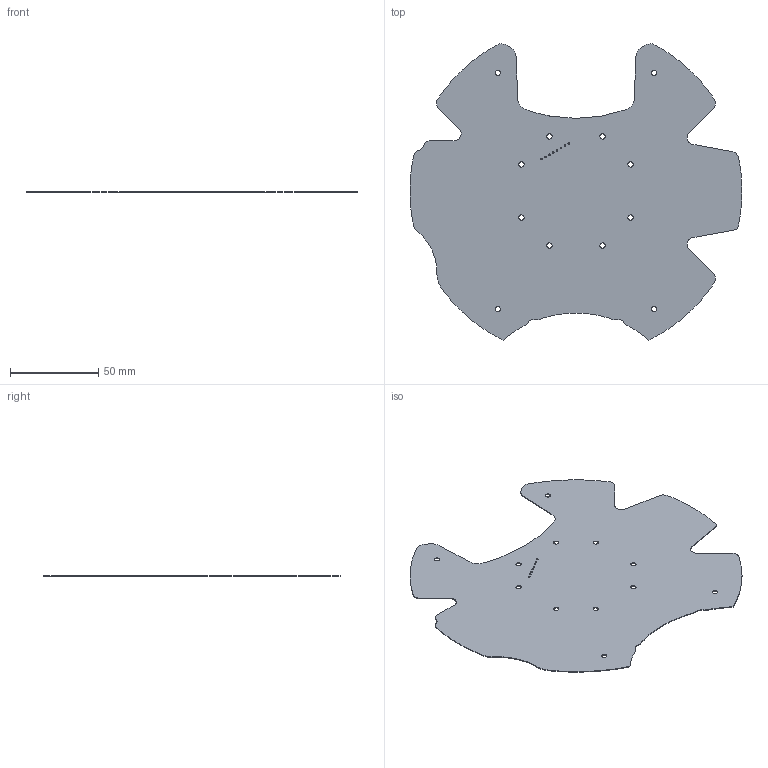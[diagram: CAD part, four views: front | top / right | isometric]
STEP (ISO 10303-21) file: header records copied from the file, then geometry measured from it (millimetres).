
FILE_DESCRIPTION(/* description */ (''),/* implementation_level */ '2;1');
FILE_NAME(/* name */ '260125.stp',/* time_stamp */ '2025-01-26T02:03:14+03:00',/* author */ ('Ivan'),/* organization */ (''),/* preprocessor_version */ 'ST-DEVELOPER v19',/* originating_system */ 'Autodesk Inventor 2023',/* authorisation */ '');
FILE_SCHEMA (('CONFIG_CONTROL_DESIGN'));
Length unit declared in the file: millimetre
Products named in the file (1): Open CASCADE STEP translator 7.5 1.1.1
Bounding box: 188.52 x 168.21 x 0.41 mm (x, y, z)
Volume: 8949.1 mm3; surface area: 43854.1 mm2
Topology: 1 solids, 1 shells, 277 faces, 825 edges, 550 vertices
Faces by surface type: plane 246, cylinder 31
Full cylindrical faces by diameter (mm): 0.9 x8, 3 x12
Entity records: 9293 total; most frequent: CARTESIAN_POINT 1653, ORIENTED_EDGE 1650, DIRECTION 1443, EDGE_CURVE 825, LINE 763, VECTOR 763, VERTEX_POINT 550, AXIS2_PLACEMENT_3D 340
